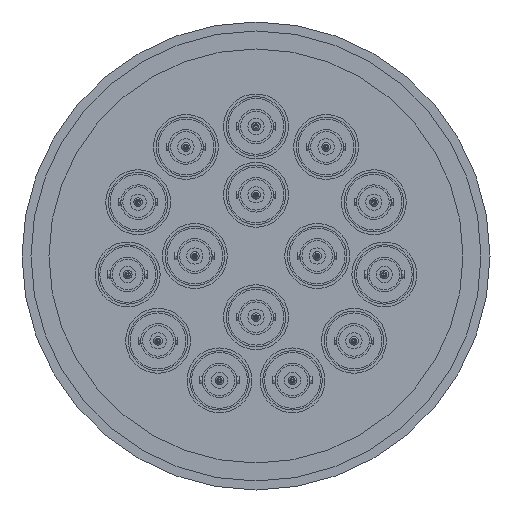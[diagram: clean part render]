
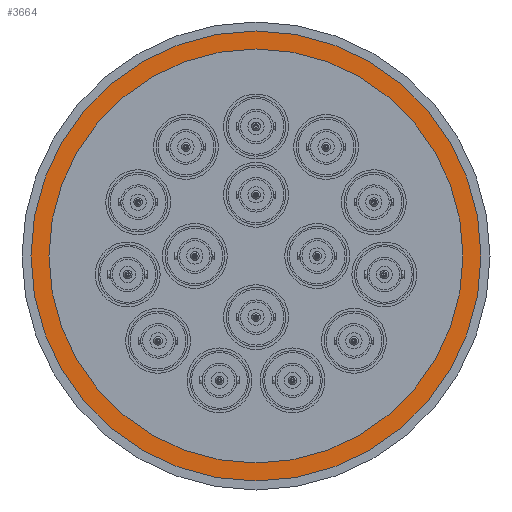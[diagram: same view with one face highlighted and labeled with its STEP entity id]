
A CAD part, front view. The second image highlights one B-rep face of the part: STEP entity #3664.
In plain terms, the highlighted planar face has unit normal (0, -1, 0).
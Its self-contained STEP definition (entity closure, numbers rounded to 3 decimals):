
#51 = EDGE_CURVE ( 'NONE', #4063, #1845, #595, .T. ) ;
#120 = CARTESIAN_POINT ( 'NONE',  ( 0., -10., 0. ) ) ;
#247 = CARTESIAN_POINT ( 'NONE',  ( 0., -10., 0. ) ) ;
#392 = VERTEX_POINT ( 'NONE', #3960 ) ;
#415 = CARTESIAN_POINT ( 'NONE',  ( 0., -10., 0. ) ) ;
#462 = DIRECTION ( 'NONE',  ( 0., -1., 0. ) ) ;
#502 = DIRECTION ( 'NONE',  ( 0., 0., -1. ) ) ;
#580 = EDGE_CURVE ( 'NONE', #2890, #392, #805, .T. ) ;
#595 = CIRCLE ( 'NONE', #4289, 62.5 ) ;
#624 = DIRECTION ( 'NONE',  ( 0., 0., -1. ) ) ;
#781 = DIRECTION ( 'NONE',  ( 0., 0., -1. ) ) ;
#805 = CIRCLE ( 'NONE', #2027, 57.5 ) ;
#899 = CIRCLE ( 'NONE', #2562, 57.5 ) ;
#927 = CARTESIAN_POINT ( 'NONE',  ( 0., -10., -57.5 ) ) ;
#1342 = AXIS2_PLACEMENT_3D ( 'NONE', #1553, #462, #3047 ) ;
#1553 = CARTESIAN_POINT ( 'NONE',  ( 0., -10., -62.5 ) ) ;
#1774 = AXIS2_PLACEMENT_3D ( 'NONE', #247, #2831, #624 ) ;
#1845 = VERTEX_POINT ( 'NONE', #4561 ) ;
#1910 = DIRECTION ( 'NONE',  ( 0., -1., 0. ) ) ;
#1992 = EDGE_CURVE ( 'NONE', #1845, #4063, #3413, .T. ) ;
#2027 = AXIS2_PLACEMENT_3D ( 'NONE', #120, #2717, #502 ) ;
#2111 = EDGE_LOOP ( 'NONE', ( #4388, #2169 ) ) ;
#2133 = ORIENTED_EDGE ( 'NONE', *, *, #1992, .T. ) ;
#2169 = ORIENTED_EDGE ( 'NONE', *, *, #2594, .F. ) ;
#2447 = FACE_OUTER_BOUND ( 'NONE', #4338, .T. ) ;
#2562 = AXIS2_PLACEMENT_3D ( 'NONE', #415, #3005, #781 ) ;
#2594 = EDGE_CURVE ( 'NONE', #392, #2890, #899, .T. ) ;
#2673 = FACE_BOUND ( 'NONE', #2111, .T. ) ;
#2683 = PLANE ( 'NONE',  #1342 ) ;
#2717 = DIRECTION ( 'NONE',  ( 0., -1., 0. ) ) ;
#2831 = DIRECTION ( 'NONE',  ( 0., -1., 0. ) ) ;
#2890 = VERTEX_POINT ( 'NONE', #927 ) ;
#3005 = DIRECTION ( 'NONE',  ( 0., -1., 0. ) ) ;
#3047 = DIRECTION ( 'NONE',  ( 0., 0., -1. ) ) ;
#3413 = CIRCLE ( 'NONE', #1774, 62.5 ) ;
#3601 = ORIENTED_EDGE ( 'NONE', *, *, #51, .T. ) ;
#3664 = ADVANCED_FACE ( 'NONE', ( #2447, #2673 ), #2683, .T. ) ;
#3803 = CARTESIAN_POINT ( 'NONE',  ( 0., -10., 62.5 ) ) ;
#3960 = CARTESIAN_POINT ( 'NONE',  ( 0., -10., 57.5 ) ) ;
#4063 = VERTEX_POINT ( 'NONE', #3803 ) ;
#4112 = CARTESIAN_POINT ( 'NONE',  ( 0., -10., 0. ) ) ;
#4289 = AXIS2_PLACEMENT_3D ( 'NONE', #4112, #1910, #4492 ) ;
#4338 = EDGE_LOOP ( 'NONE', ( #2133, #3601 ) ) ;
#4388 = ORIENTED_EDGE ( 'NONE', *, *, #580, .F. ) ;
#4492 = DIRECTION ( 'NONE',  ( 0., 0., -1. ) ) ;
#4561 = CARTESIAN_POINT ( 'NONE',  ( 0., -10., -62.5 ) ) ;
